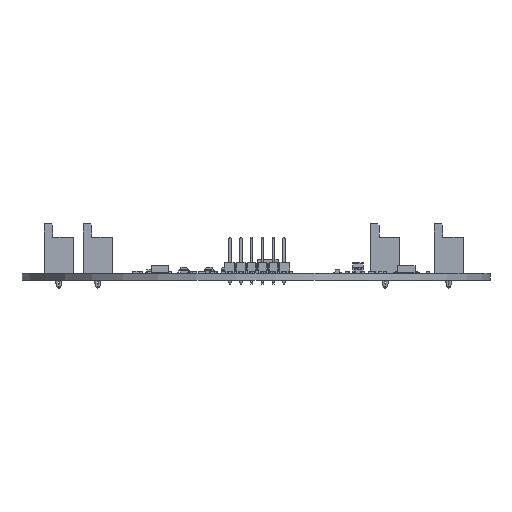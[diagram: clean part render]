
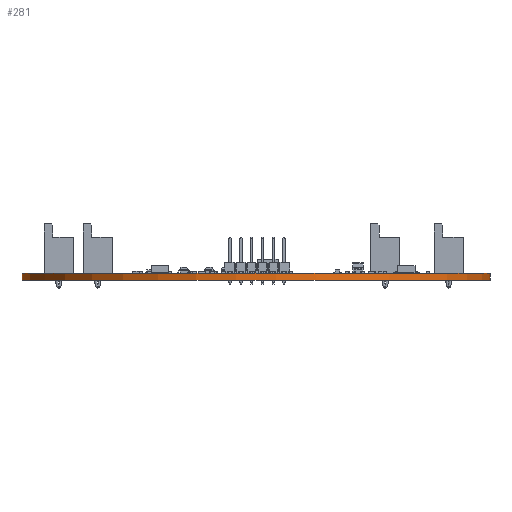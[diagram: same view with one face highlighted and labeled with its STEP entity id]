
A CAD part, front view. The second image highlights one B-rep face of the part: STEP entity #281.
In plain terms, the highlighted cylindrical face has radius 54.61 mm (diameter 109.22 mm), a partial arc.
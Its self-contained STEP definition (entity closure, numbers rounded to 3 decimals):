
#281 = ADVANCED_FACE('',(#282),#318,.T.);
#282 = FACE_BOUND('',#283,.F.);
#283 = EDGE_LOOP('',(#284,#294,#303,#311));
#284 = ORIENTED_EDGE('',*,*,#285,.T.);
#285 = EDGE_CURVE('',#286,#288,#290,.T.);
#286 = VERTEX_POINT('',#287);
#287 = CARTESIAN_POINT('',(38.748,116.755,0.));
#288 = VERTEX_POINT('',#289);
#289 = CARTESIAN_POINT('',(38.748,116.755,1.612));
#290 = LINE('',#291,#292);
#291 = CARTESIAN_POINT('',(38.748,116.755,0.));
#292 = VECTOR('',#293,1.);
#293 = DIRECTION('',(0.,0.,1.));
#294 = ORIENTED_EDGE('',*,*,#295,.T.);
#295 = EDGE_CURVE('',#288,#296,#298,.T.);
#296 = VERTEX_POINT('',#297);
#297 = CARTESIAN_POINT('',(70.498,116.755,1.612));
#298 = CIRCLE('',#299,54.61);
#299 = AXIS2_PLACEMENT_3D('',#300,#301,#302);
#300 = CARTESIAN_POINT('',(54.623,64.503,1.612));
#301 = DIRECTION('',(0.,0.,1.));
#302 = DIRECTION('',(-0.291,0.957,-0.));
#303 = ORIENTED_EDGE('',*,*,#304,.F.);
#304 = EDGE_CURVE('',#305,#296,#307,.T.);
#305 = VERTEX_POINT('',#306);
#306 = CARTESIAN_POINT('',(70.498,116.755,0.));
#307 = LINE('',#308,#309);
#308 = CARTESIAN_POINT('',(70.498,116.755,0.));
#309 = VECTOR('',#310,1.);
#310 = DIRECTION('',(0.,0.,1.));
#311 = ORIENTED_EDGE('',*,*,#312,.F.);
#312 = EDGE_CURVE('',#286,#305,#313,.T.);
#313 = CIRCLE('',#314,54.61);
#314 = AXIS2_PLACEMENT_3D('',#315,#316,#317);
#315 = CARTESIAN_POINT('',(54.623,64.503,0.));
#316 = DIRECTION('',(0.,0.,1.));
#317 = DIRECTION('',(-0.291,0.957,-0.));
#318 = CYLINDRICAL_SURFACE('',#319,54.61);
#319 = AXIS2_PLACEMENT_3D('',#320,#321,#322);
#320 = CARTESIAN_POINT('',(54.623,64.503,0.));
#321 = DIRECTION('',(-0.,-0.,-1.));
#322 = DIRECTION('',(-0.291,0.957,-0.));
